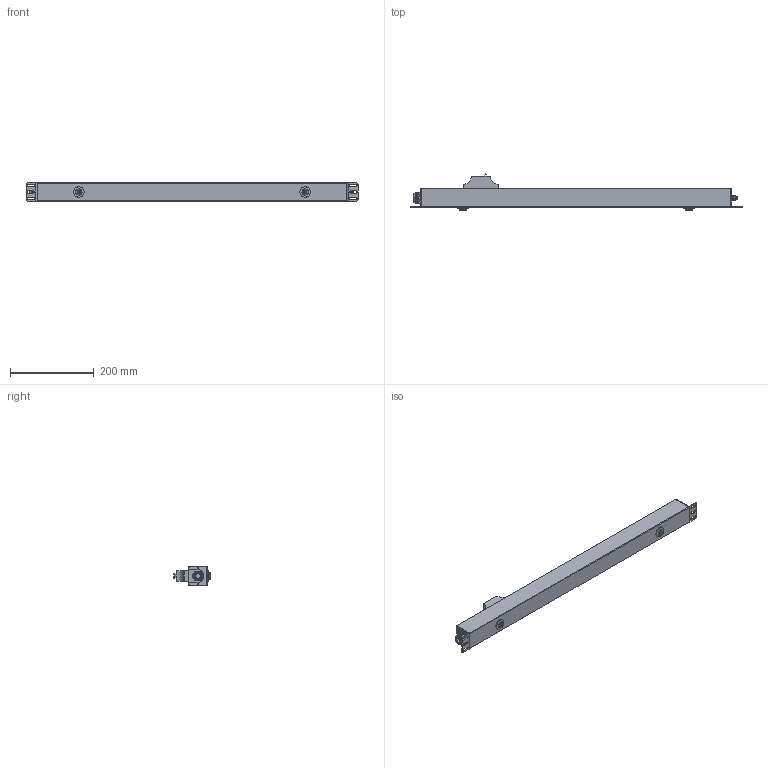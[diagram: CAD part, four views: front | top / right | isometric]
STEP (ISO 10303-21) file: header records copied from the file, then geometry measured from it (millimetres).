
FILE_DESCRIPTION((''),'2;1');
FILE_NAME('1-BS-PV12-12D-11_ASM','2023-01-29T',('ROG TT'),(''),'PRO/ENGINEER BY PARAMETRIC TECHNOLOGY CORPORATION, 2001280','PRO/ENGINEER BY PARAMETRIC TECHNOLOGY CORPORATION, 2001280','');
FILE_SCHEMA(('CONFIG_CONTROL_DESIGN'));
Length unit declared in the file: millimetre
Products named in the file (7): 1-BS-PV12-12D-11; PG11_1U_GUAER; M6_LUOMAO; GER_E; PG11_SUOTOU1; GUOER_HULU; 1-BS-PV12-12D-11_ASM
Assembly tree (20 placements, depth 2):
  1-BS-PV12-12D-11_ASM
    1-BS-PV12-12D-11
    PG11_1U_GUAER  x2
    M6_LUOMAO  x2
    GER_E  x12
    PG11_SUOTOU1
    GUOER_HULU  x2
Bounding box: 794 x 86.3 x 44.8 mm (x, y, z)
Volume: 1266992.9 mm3; surface area: 216403.5 mm2
Topology: 20 solids, 20 shells, 1404 faces, 3592 edges, 2284 vertices
Faces by surface type: plane 699, cylinder 420, bspline 167, cone 66, torus 52
Entity records: 30647 total; most frequent: CARTESIAN_POINT 10305, ORIENTED_EDGE 4288, DIRECTION 4068, EDGE_CURVE 2144, VERTEX_POINT 1410, VECTOR 1386, LINE 1386, AXIS2_PLACEMENT_3D 1341
